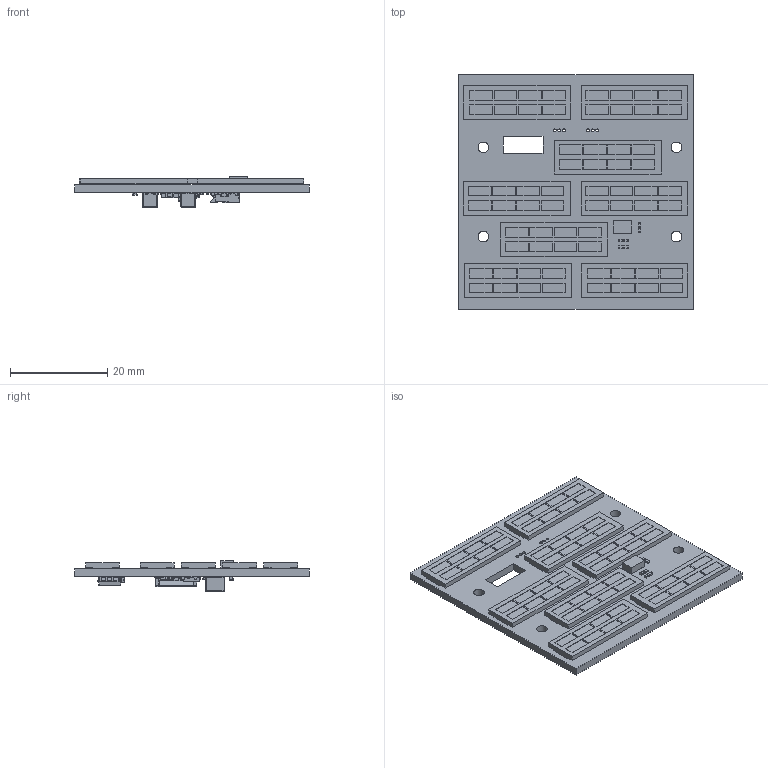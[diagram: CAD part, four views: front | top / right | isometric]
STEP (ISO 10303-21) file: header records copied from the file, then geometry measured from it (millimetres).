
FILE_DESCRIPTION(('KiCad electronic assembly'),'2;1');
FILE_NAME('SolarCellZ_v1.step','2019-10-28T12:25:07',('An Author'),( 'A Company'),'Open CASCADE STEP processor 6.9', 'KiCad to STEP converter','Unknown');
FILE_SCHEMA(('AUTOMOTIVE_DESIGN { 1 0 10303 214 1 1 1 1 }'));
Length unit declared in the file: millimetre
Products named in the file (22): Open CASCADE STEP translator 6.9 1; SOIC-8-1EP_3.9x4.9mm_P1.27mm_EP2.35x2.35mm; SOLID; R_0402_1005Metric; SOT-23; TSL2561; COMPOUND; KXOB22-12X1F; C_0402_1005Metric; C_0603_1608Metric; BQ25570RGRR; XF2M-1015-1A; L_Wuerth_MAPI-4030
Assembly tree (62 placements, depth 3):
  Open CASCADE STEP translator 6.9 1
    SOIC-8-1EP_3.9x4.9mm_P1.27mm_EP2.35x2.35mm
      SOLID
    R_0402_1005Metric  x22
      SOLID
    SOT-23
      SOLID
    TSL2561
      COMPOUND
    KXOB22-12X1F  x8
      SOLID
    C_0402_1005Metric  x10
      SOLID
    C_0603_1608Metric  x4
      SOLID
    BQ25570RGRR
      COMPOUND
    XF2M-1015-1A
      SOLID
    L_Wuerth_MAPI-4030  x2
      SOLID
    COMPOUND
Bounding box: 48.4 x 48.4 x 6.35 mm (x, y, z)
Volume: 5087.3 mm3; surface area: 8741 mm2
Topology: 79 solids, 79 shells, 2332 faces, 5981 edges, 3906 vertices
Faces by surface type: plane 1820, cylinder 445, bspline 59, sphere 8
Full cylindrical faces by diameter (mm): 0.438 x1, 0.6 x7, 2.2 x4
Entity records: 70414 total; most frequent: CARTESIAN_POINT 12292, DIRECTION 10108, LINE 7438, VECTOR 7438, ORIENTED_EDGE 5386, PCURVE 5386, DEFINITIONAL_REPRESENTATION 5386, EDGE_CURVE 2693
